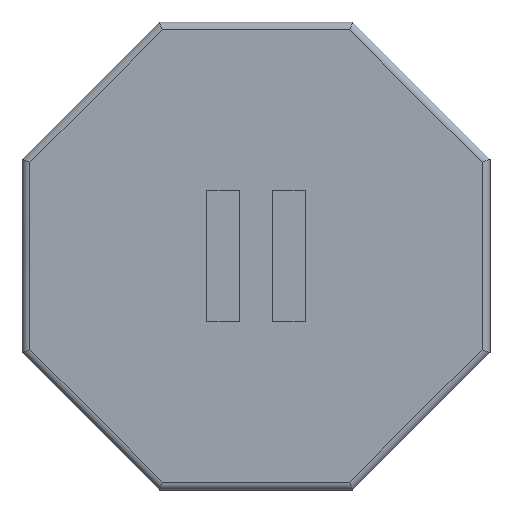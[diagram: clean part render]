
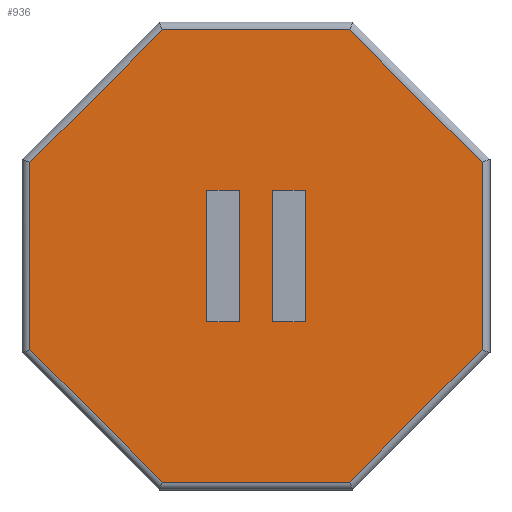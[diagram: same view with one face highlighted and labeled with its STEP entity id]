
A CAD part, front view. The second image highlights one B-rep face of the part: STEP entity #936.
In plain terms, the highlighted planar face has unit normal (0, -1, 0).
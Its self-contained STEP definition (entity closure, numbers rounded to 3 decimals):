
#23=FACE_BOUND('',#141,.T.);
#24=FACE_BOUND('',#142,.T.);
#38=PLANE('',#1024);
#83=FACE_OUTER_BOUND('',#140,.T.);
#140=EDGE_LOOP('',(#688,#689,#690,#691,#692,#693,#694,#695));
#141=EDGE_LOOP('',(#696,#697,#698,#699));
#142=EDGE_LOOP('',(#700,#701,#702,#703));
#212=LINE('',#1361,#320);
#214=LINE('',#1369,#322);
#217=LINE('',#1380,#325);
#218=LINE('',#1383,#326);
#221=LINE('',#1389,#329);
#223=LINE('',#1395,#331);
#225=LINE('',#1401,#333);
#227=LINE('',#1405,#335);
#237=LINE('',#1427,#345);
#238=LINE('',#1429,#346);
#239=LINE('',#1431,#347);
#240=LINE('',#1432,#348);
#241=LINE('',#1435,#349);
#242=LINE('',#1437,#350);
#243=LINE('',#1439,#351);
#244=LINE('',#1440,#352);
#320=VECTOR('',#1089,10.);
#322=VECTOR('',#1097,10.);
#325=VECTOR('',#1106,10.);
#326=VECTOR('',#1111,10.);
#329=VECTOR('',#1116,10.);
#331=VECTOR('',#1122,10.);
#333=VECTOR('',#1128,10.);
#335=VECTOR('',#1134,10.);
#345=VECTOR('',#1154,10.);
#346=VECTOR('',#1155,10.);
#347=VECTOR('',#1156,10.);
#348=VECTOR('',#1157,10.);
#349=VECTOR('',#1158,10.);
#350=VECTOR('',#1159,10.);
#351=VECTOR('',#1160,10.);
#352=VECTOR('',#1161,10.);
#428=VERTEX_POINT('',#1359);
#429=VERTEX_POINT('',#1360);
#432=VERTEX_POINT('',#1368);
#436=VERTEX_POINT('',#1377);
#437=VERTEX_POINT('',#1379);
#439=VERTEX_POINT('',#1388);
#441=VERTEX_POINT('',#1394);
#443=VERTEX_POINT('',#1400);
#449=VERTEX_POINT('',#1425);
#450=VERTEX_POINT('',#1426);
#451=VERTEX_POINT('',#1428);
#452=VERTEX_POINT('',#1430);
#453=VERTEX_POINT('',#1433);
#454=VERTEX_POINT('',#1434);
#455=VERTEX_POINT('',#1436);
#456=VERTEX_POINT('',#1438);
#508=EDGE_CURVE('',#428,#429,#212,.T.);
#512=EDGE_CURVE('',#429,#432,#214,.T.);
#517=EDGE_CURVE('',#436,#437,#217,.T.);
#519=EDGE_CURVE('',#432,#436,#218,.T.);
#522=EDGE_CURVE('',#437,#439,#221,.T.);
#525=EDGE_CURVE('',#439,#441,#223,.T.);
#528=EDGE_CURVE('',#441,#443,#225,.T.);
#531=EDGE_CURVE('',#443,#428,#227,.T.);
#541=EDGE_CURVE('',#449,#450,#237,.T.);
#542=EDGE_CURVE('',#450,#451,#238,.T.);
#543=EDGE_CURVE('',#451,#452,#239,.T.);
#544=EDGE_CURVE('',#452,#449,#240,.T.);
#545=EDGE_CURVE('',#453,#454,#241,.T.);
#546=EDGE_CURVE('',#454,#455,#242,.T.);
#547=EDGE_CURVE('',#455,#456,#243,.T.);
#548=EDGE_CURVE('',#456,#453,#244,.T.);
#688=ORIENTED_EDGE('',*,*,#517,.F.);
#689=ORIENTED_EDGE('',*,*,#519,.F.);
#690=ORIENTED_EDGE('',*,*,#512,.F.);
#691=ORIENTED_EDGE('',*,*,#508,.F.);
#692=ORIENTED_EDGE('',*,*,#531,.F.);
#693=ORIENTED_EDGE('',*,*,#528,.F.);
#694=ORIENTED_EDGE('',*,*,#525,.F.);
#695=ORIENTED_EDGE('',*,*,#522,.F.);
#696=ORIENTED_EDGE('',*,*,#541,.T.);
#697=ORIENTED_EDGE('',*,*,#542,.T.);
#698=ORIENTED_EDGE('',*,*,#543,.T.);
#699=ORIENTED_EDGE('',*,*,#544,.T.);
#700=ORIENTED_EDGE('',*,*,#545,.T.);
#701=ORIENTED_EDGE('',*,*,#546,.T.);
#702=ORIENTED_EDGE('',*,*,#547,.T.);
#703=ORIENTED_EDGE('',*,*,#548,.T.);
#936=ADVANCED_FACE('',(#83,#23,#24),#38,.F.);
#1024=AXIS2_PLACEMENT_3D('',#1424,#1152,#1153);
#1089=DIRECTION('',(-1.,0.,0.));
#1097=DIRECTION('',(-0.707,0.,0.707));
#1106=DIRECTION('',(0.707,0.,0.707));
#1111=DIRECTION('',(0.,0.,1.));
#1116=DIRECTION('',(1.,0.,0.));
#1122=DIRECTION('',(0.707,0.,-0.707));
#1128=DIRECTION('',(0.,0.,-1.));
#1134=DIRECTION('',(-0.707,0.,-0.707));
#1152=DIRECTION('center_axis',(0.,1.,0.));
#1153=DIRECTION('ref_axis',(0.,0.,1.));
#1154=DIRECTION('',(1.,0.,0.));
#1155=DIRECTION('',(0.,0.,-1.));
#1156=DIRECTION('',(-1.,0.,0.));
#1157=DIRECTION('',(0.,0.,1.));
#1158=DIRECTION('',(1.,0.,0.));
#1159=DIRECTION('',(0.,0.,-1.));
#1160=DIRECTION('',(-1.,0.,0.));
#1161=DIRECTION('',(0.,0.,1.));
#1359=CARTESIAN_POINT('',(14.246,0.,-34.392));
#1360=CARTESIAN_POINT('',(-14.246,0.,-34.392));
#1361=CARTESIAN_POINT('',(7.371,0.,-34.392));
#1368=CARTESIAN_POINT('',(-34.392,0.,-14.246));
#1369=CARTESIAN_POINT('',(-19.106,0.,-29.531));
#1377=CARTESIAN_POINT('',(-34.392,0.,14.246));
#1379=CARTESIAN_POINT('',(-14.246,0.,34.392));
#1380=CARTESIAN_POINT('',(-29.531,0.,19.106));
#1383=CARTESIAN_POINT('',(-34.392,0.,-7.371));
#1388=CARTESIAN_POINT('',(14.246,0.,34.392));
#1389=CARTESIAN_POINT('',(-7.371,0.,34.392));
#1394=CARTESIAN_POINT('',(34.392,0.,14.246));
#1395=CARTESIAN_POINT('',(19.106,0.,29.531));
#1400=CARTESIAN_POINT('',(34.392,0.,-14.246));
#1401=CARTESIAN_POINT('',(34.392,0.,7.371));
#1405=CARTESIAN_POINT('',(29.531,0.,-19.106));
#1424=CARTESIAN_POINT('Origin',(0.,0.,0.));
#1425=CARTESIAN_POINT('',(2.5,0.,10.));
#1426=CARTESIAN_POINT('',(7.5,0.,10.));
#1427=CARTESIAN_POINT('',(3.75,0.,10.));
#1428=CARTESIAN_POINT('',(7.5,0.,-10.));
#1429=CARTESIAN_POINT('',(7.5,0.,-5.));
#1430=CARTESIAN_POINT('',(2.5,0.,-10.));
#1431=CARTESIAN_POINT('',(1.25,0.,-10.));
#1432=CARTESIAN_POINT('',(2.5,0.,5.));
#1433=CARTESIAN_POINT('',(-7.5,0.,10.));
#1434=CARTESIAN_POINT('',(-2.5,0.,10.));
#1435=CARTESIAN_POINT('',(-1.25,0.,10.));
#1436=CARTESIAN_POINT('',(-2.5,0.,-10.));
#1437=CARTESIAN_POINT('',(-2.5,0.,-5.));
#1438=CARTESIAN_POINT('',(-7.5,0.,-10.));
#1439=CARTESIAN_POINT('',(-3.75,0.,-10.));
#1440=CARTESIAN_POINT('',(-7.5,0.,5.));
